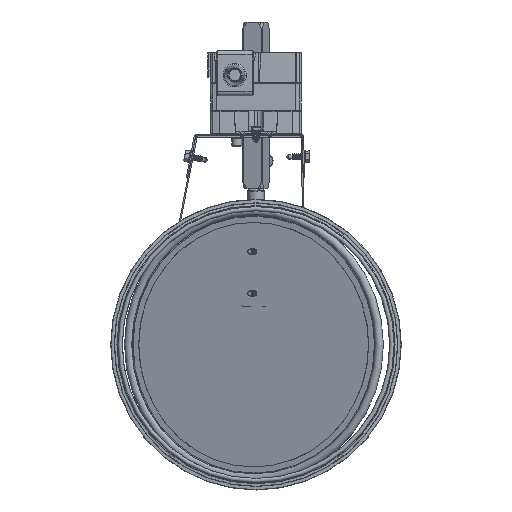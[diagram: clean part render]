
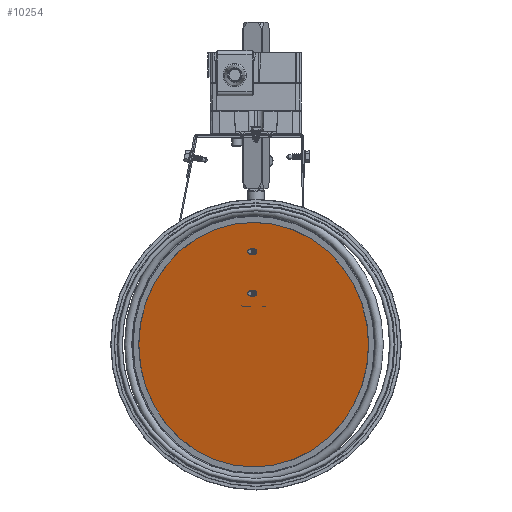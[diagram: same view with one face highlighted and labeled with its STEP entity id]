
A CAD part, front view. The second image highlights one B-rep face of the part: STEP entity #10254.
In plain terms, the highlighted face is planar.
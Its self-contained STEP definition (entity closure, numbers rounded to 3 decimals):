
#10223=CARTESIAN_POINT('',(93.5,0.,0.9));
#10224=VERTEX_POINT('',#10223);
#10225=CARTESIAN_POINT('',(0.0,0.0,0.9));
#10226=DIRECTION('',(0.0,0.0,-1.0));
#10227=DIRECTION('',(-1.0,0.0,0.0));
#10228=AXIS2_PLACEMENT_3D('',#10225,#10226,#10227);
#10229=CIRCLE('',#10228,93.5);
#10230=EDGE_CURVE('',#10224,#10224,#10229,.T.);
#10246=CARTESIAN_POINT('',(0.0,0.0,0.9));
#10247=DIRECTION('',(0.0,0.0,-1.0));
#10248=DIRECTION('',(-1.0,0.0,0.0));
#10249=AXIS2_PLACEMENT_3D('',#10246,#10247,#10248);
#10250=PLANE('',#10249);
#10251=ORIENTED_EDGE('',*,*,#10230,.F.);
#10252=EDGE_LOOP('',(#10251));
#10253=FACE_OUTER_BOUND('',#10252,.T.);
#10254=ADVANCED_FACE('',(#10253),#10250,.F.);
